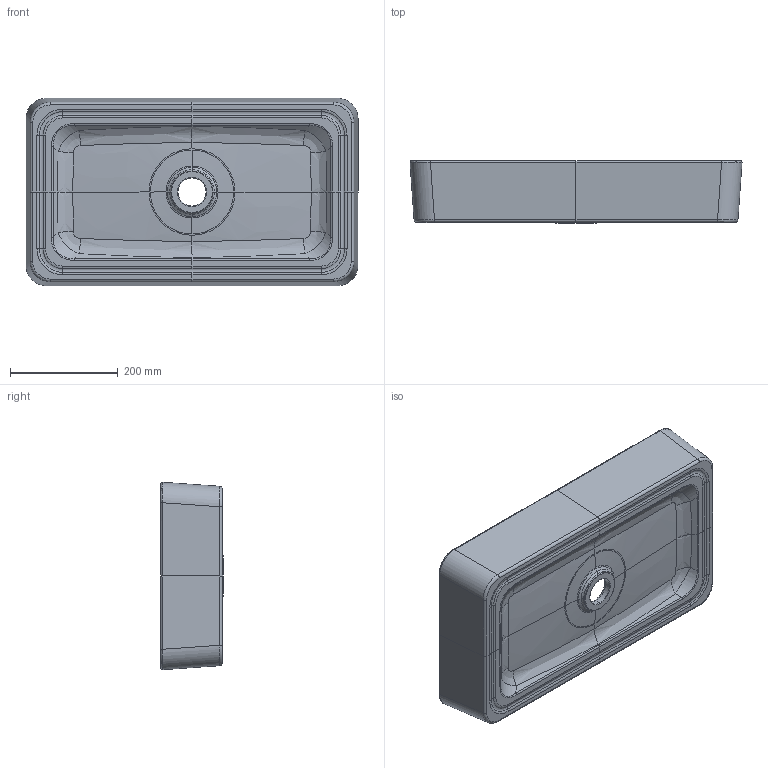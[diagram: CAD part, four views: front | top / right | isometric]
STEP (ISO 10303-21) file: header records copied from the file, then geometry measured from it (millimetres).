
FILE_DESCRIPTION (( 'STEP AP214' ), '1' );
FILE_NAME ('S30L307927.STEP', '2023-10-06T16:15:48', ( 'Admin' ), ( '' ), 'SwSTEP 2.0', 'SolidWorks 2021', '' );
FILE_SCHEMA (( 'AUTOMOTIVE_DESIGN' ));
Length unit declared in the file: millimetre
Products named in the file (1): S30L307927
Bounding box: 615.57 x 115.65 x 347.57 mm (x, y, z)
Volume: 6392186.1 mm3; surface area: 717080.5 mm2
Topology: 1 solids, 1 shells, 242 faces, 541 edges, 296 vertices
Faces by surface type: bspline 88, cylinder 77, plane 41, torus 28, cone 8
Entity records: 69674 total; most frequent: CARTESIAN_POINT 64962, ORIENTED_EDGE 1074, DIRECTION 856, EDGE_CURVE 537, AXIS2_PLACEMENT_3D 344, VERTEX_POINT 296, EDGE_LOOP 243, ADVANCED_FACE 242
